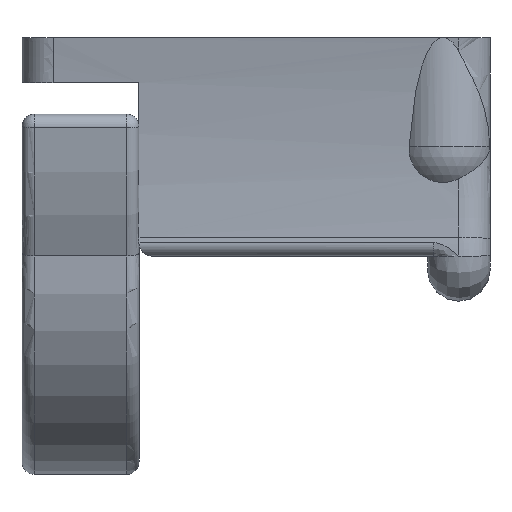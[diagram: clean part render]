
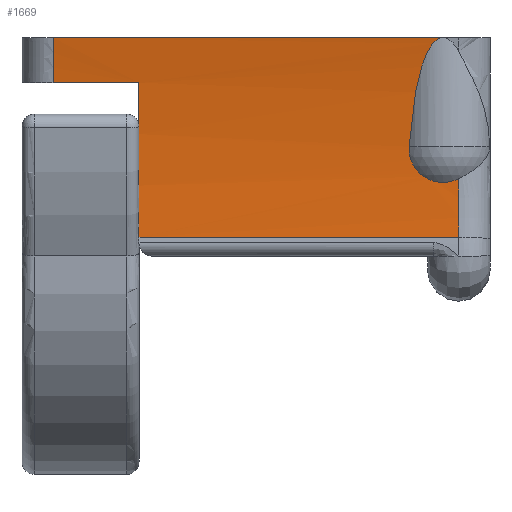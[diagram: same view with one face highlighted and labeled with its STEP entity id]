
A CAD part, left-side view. The second image highlights one B-rep face of the part: STEP entity #1669.
In plain terms, the highlighted cylindrical face has radius 56.371 mm (diameter 112.742 mm), a partial arc.
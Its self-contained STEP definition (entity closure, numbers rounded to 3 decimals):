
#78=B_SPLINE_CURVE_WITH_KNOTS('',3,(#2852,#2853,#2854,#2855,#2856,#2857,
#2858,#2859,#2860,#2861,#2862,#2863,#2864,#2865,#2866,#2867),
 .UNSPECIFIED.,.F.,.F.,(4,2,2,2,2,2,2,4),(0.557,0.658,
0.769,0.825,0.881,0.934,
0.987,1.001),.UNSPECIFIED.);
#81=B_SPLINE_CURVE_WITH_KNOTS('',3,(#2887,#2888,#2889,#2890,#2891,#2892,
#2893,#2894,#2895,#2896,#2897,#2898,#2899,#2900,#2901,#2902),
 .UNSPECIFIED.,.F.,.F.,(4,2,2,2,2,2,2,4),(1.243,1.37,
1.625,1.752,1.88,1.938,1.967,
1.996),.UNSPECIFIED.);
#197=FACE_OUTER_BOUND('',#310,.T.);
#310=EDGE_LOOP('',(#1265,#1266,#1267,#1268,#1269,#1270,#1271,#1272));
#416=LINE('',#2975,#498);
#417=LINE('',#2979,#499);
#418=LINE('',#2982,#500);
#498=VECTOR('',#2248,10.);
#499=VECTOR('',#2251,10.);
#500=VECTOR('',#2254,10.);
#607=CIRCLE('',#1869,56.371);
#608=CIRCLE('',#1870,56.371);
#609=CIRCLE('',#1871,56.371);
#713=VERTEX_POINT('',#2828);
#715=VERTEX_POINT('',#2850);
#717=VERTEX_POINT('',#2876);
#740=VERTEX_POINT('',#2972);
#741=VERTEX_POINT('',#2974);
#742=VERTEX_POINT('',#2976);
#743=VERTEX_POINT('',#2978);
#744=VERTEX_POINT('',#2980);
#901=EDGE_CURVE('',#713,#715,#78,.T.);
#904=EDGE_CURVE('',#715,#717,#81,.T.);
#930=EDGE_CURVE('',#713,#740,#607,.T.);
#931=EDGE_CURVE('',#741,#717,#416,.T.);
#932=EDGE_CURVE('',#742,#741,#608,.T.);
#933=EDGE_CURVE('',#743,#742,#417,.T.);
#934=EDGE_CURVE('',#743,#744,#609,.T.);
#935=EDGE_CURVE('',#740,#744,#418,.T.);
#1265=ORIENTED_EDGE('',*,*,#930,.F.);
#1266=ORIENTED_EDGE('',*,*,#901,.T.);
#1267=ORIENTED_EDGE('',*,*,#904,.T.);
#1268=ORIENTED_EDGE('',*,*,#931,.F.);
#1269=ORIENTED_EDGE('',*,*,#932,.F.);
#1270=ORIENTED_EDGE('',*,*,#933,.F.);
#1271=ORIENTED_EDGE('',*,*,#934,.T.);
#1272=ORIENTED_EDGE('',*,*,#935,.F.);
#1597=CYLINDRICAL_SURFACE('',#1868,56.371);
#1669=ADVANCED_FACE('',(#197),#1597,.F.);
#1868=AXIS2_PLACEMENT_3D('',#2971,#2244,#2245);
#1869=AXIS2_PLACEMENT_3D('',#2973,#2246,#2247);
#1870=AXIS2_PLACEMENT_3D('',#2977,#2249,#2250);
#1871=AXIS2_PLACEMENT_3D('',#2981,#2252,#2253);
#2244=DIRECTION('center_axis',(0.,1.,0.));
#2245=DIRECTION('ref_axis',(0.999,0.,-0.053));
#2246=DIRECTION('center_axis',(0.,1.,0.));
#2247=DIRECTION('ref_axis',(0.997,0.,0.082));
#2248=DIRECTION('',(0.,-1.,0.));
#2249=DIRECTION('center_axis',(0.,-1.,0.));
#2250=DIRECTION('ref_axis',(0.986,0.,0.169));
#2251=DIRECTION('',(0.,1.,0.));
#2252=DIRECTION('center_axis',(0.,1.,0.));
#2253=DIRECTION('ref_axis',(0.999,0.,-0.053));
#2254=DIRECTION('',(0.,1.,0.));
#2828=CARTESIAN_POINT('',(-13.953,-28.,4.954));
#2850=CARTESIAN_POINT('',(-14.06,-24.819,7.));
#2852=CARTESIAN_POINT('Ctrl Pts',(-13.953,-28.,4.954));
#2853=CARTESIAN_POINT('Ctrl Pts',(-13.947,-27.688,4.796));
#2854=CARTESIAN_POINT('Ctrl Pts',(-13.945,-27.338,4.716));
#2855=CARTESIAN_POINT('Ctrl Pts',(-13.945,-26.628,4.716));
#2856=CARTESIAN_POINT('Ctrl Pts',(-13.948,-26.242,4.814));
#2857=CARTESIAN_POINT('Ctrl Pts',(-13.958,-25.741,5.098));
#2858=CARTESIAN_POINT('Ctrl Pts',(-13.962,-25.586,5.214));
#2859=CARTESIAN_POINT('Ctrl Pts',(-13.973,-25.315,5.482));
#2860=CARTESIAN_POINT('Ctrl Pts',(-13.98,-25.198,5.633));
#2861=CARTESIAN_POINT('Ctrl Pts',(-13.995,-25.015,5.946));
#2862=CARTESIAN_POINT('Ctrl Pts',(-14.005,-24.939,6.123));
#2863=CARTESIAN_POINT('Ctrl Pts',(-14.026,-24.838,6.492));
#2864=CARTESIAN_POINT('Ctrl Pts',(-14.039,-24.815,6.683));
#2865=CARTESIAN_POINT('Ctrl Pts',(-14.054,-24.815,6.906));
#2866=CARTESIAN_POINT('Ctrl Pts',(-14.057,-24.816,6.953));
#2867=CARTESIAN_POINT('Ctrl Pts',(-14.06,-24.819,7.));
#2876=CARTESIAN_POINT('',(-15.,-27.,14.));
#2887=CARTESIAN_POINT('Ctrl Pts',(-14.06,-24.819,7.));
#2888=CARTESIAN_POINT('Ctrl Pts',(-14.092,-24.85,7.452));
#2889=CARTESIAN_POINT('Ctrl Pts',(-14.13,-24.886,7.903));
#2890=CARTESIAN_POINT('Ctrl Pts',(-14.257,-25.02,9.246));
#2891=CARTESIAN_POINT('Ctrl Pts',(-14.363,-25.139,10.122));
#2892=CARTESIAN_POINT('Ctrl Pts',(-14.541,-25.402,11.377));
#2893=CARTESIAN_POINT('Ctrl Pts',(-14.604,-25.504,11.785));
#2894=CARTESIAN_POINT('Ctrl Pts',(-14.735,-25.758,12.576));
#2895=CARTESIAN_POINT('Ctrl Pts',(-14.802,-25.905,12.96));
#2896=CARTESIAN_POINT('Ctrl Pts',(-14.899,-26.222,13.481));
#2897=CARTESIAN_POINT('Ctrl Pts',(-14.932,-26.346,13.65));
#2898=CARTESIAN_POINT('Ctrl Pts',(-14.969,-26.565,13.844));
#2899=CARTESIAN_POINT('Ctrl Pts',(-14.98,-26.644,13.899));
#2900=CARTESIAN_POINT('Ctrl Pts',(-14.995,-26.813,13.977));
#2901=CARTESIAN_POINT('Ctrl Pts',(-15.,-26.903,14.));
#2902=CARTESIAN_POINT('Ctrl Pts',(-15.,-27.,14.));
#2971=CARTESIAN_POINT('Origin',(-70.29,-7.5,3.015));
#2972=CARTESIAN_POINT('',(-13.949,-28.,1.199));
#2973=CARTESIAN_POINT('Origin',(-70.29,-28.,3.015));
#2974=CARTESIAN_POINT('',(-15.,-2.,14.));
#2975=CARTESIAN_POINT('',(-15.,-29.5,14.));
#2976=CARTESIAN_POINT('',(-14.502,-2.,11.1));
#2977=CARTESIAN_POINT('Origin',(-70.29,-2.,3.015));
#2978=CARTESIAN_POINT('',(-14.502,-7.5,11.1));
#2979=CARTESIAN_POINT('',(-14.502,-7.5,11.1));
#2980=CARTESIAN_POINT('',(-13.949,-7.5,1.199));
#2981=CARTESIAN_POINT('Origin',(-70.29,-7.5,3.015));
#2982=CARTESIAN_POINT('',(-13.949,-7.5,1.199));
